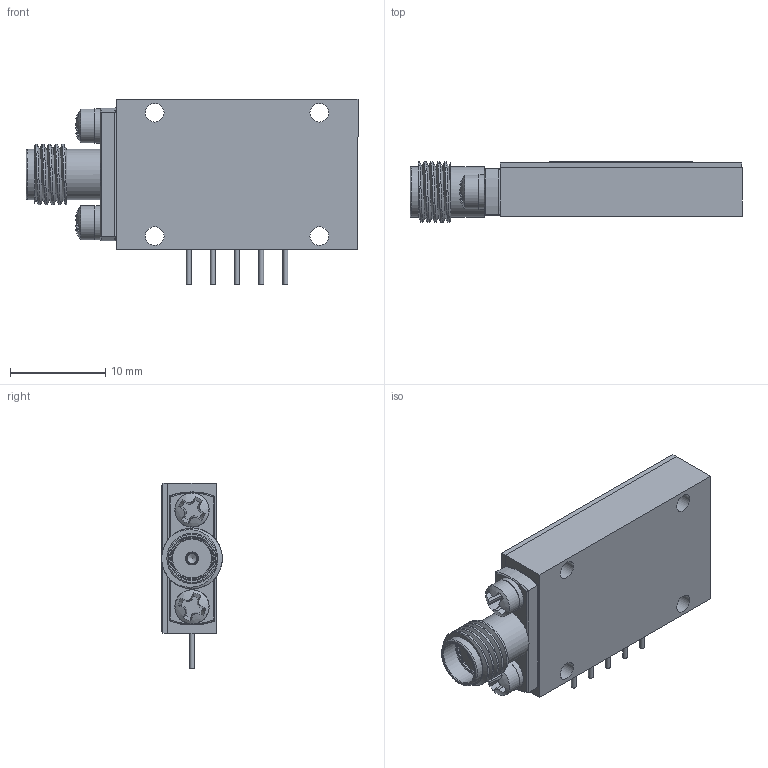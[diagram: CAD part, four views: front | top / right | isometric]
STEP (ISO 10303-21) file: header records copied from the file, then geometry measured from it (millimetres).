
FILE_DESCRIPTION (( 'STEP AP214' ), '1' );
FILE_NAME ('26949680 - Website 3D Model SL.STEP', '2026-01-07T21:08:53', ( '' ), ( '' ), 'SwSTEP 2.0', 'SolidWorks 2025', '' );
FILE_SCHEMA (( 'AUTOMOTIVE_DESIGN' ));
Length unit declared in the file: inch
Products named in the file (9): PL080-P1_8F 0-80 FLATHEAD P125 MDH_91771A052; PL256-P3-16FI 2-56 Phillips Fillister Screw  0.1875 MDH_91737A047; PL75-550 DC Feedthru 20-MiL-Pin SHP6020-150-150-01_50 mil; 26949680 - Website 3D Model SL; PL80-569 SMA 2 Hole 0.015 Pin, 0.550L Flange, 0.400 Mtg Hole 2-56; PL256-SWSP (DD) Split Washer Small Pattern; 2729680 - LABEL (REV A1); 26149681 - Housing (Rev A1); 26249682 - RF COVER (Rev A1)
Assembly tree (20 placements, depth 2):
  26949680 - Website 3D Model SL
    26149681 - Housing (Rev A1)
    26249682 - RF COVER (Rev A1)
    PL080-P1_8F 0-80 FLATHEAD P125 MDH_91771A052  x7
    PL75-550 DC Feedthru 20-MiL-Pin SHP6020-150-150-01_50 mil  x5
    PL80-569 SMA 2 Hole 0.015 Pin, 0.550L Flange, 0.400 Mtg Hole 2-56
    PL256-SWSP (DD) Split Washer Small Pattern  x2
    PL256-P3-16FI 2-56 Phillips Fillister Screw  0.1875 MDH_91737A047  x2
    2729680 - LABEL (REV A1)
Bounding box: 34.85 x 6.35 x 19.43 mm (x, y, z)
Volume: 1821.5 mm3; surface area: 3960.1 mm2
Topology: 22 solids, 22 shells, 615 faces, 2322 edges, 1935 vertices
Faces by surface type: plane 399, cylinder 132, cone 57, torus 23, bspline 2, sphere 2
Full cylindrical faces by diameter (mm): 0.381 x1, 0.508 x10, 0.889 x1, 1.016 x7, 1.191 x8, 1.27 x2, 1.422 x5, 1.524 x13, 1.6 x5, 1.854 x9, 1.956 x4, 2.032 x4, 2.184 x4, 2.286 x5, 2.565 x1, 2.591 x2, 3.175 x1, 3.302 x2, 3.556 x2, 4.191 x2, 4.597 x1, 5.283 x2
Entity records: 26231 total; most frequent: CARTESIAN_POINT 9672, ORIENTED_EDGE 3334, DIRECTION 2327, EDGE_CURVE 1667, VERTEX_POINT 1561, LINE 923, VECTOR 923, EDGE_LOOP 736
